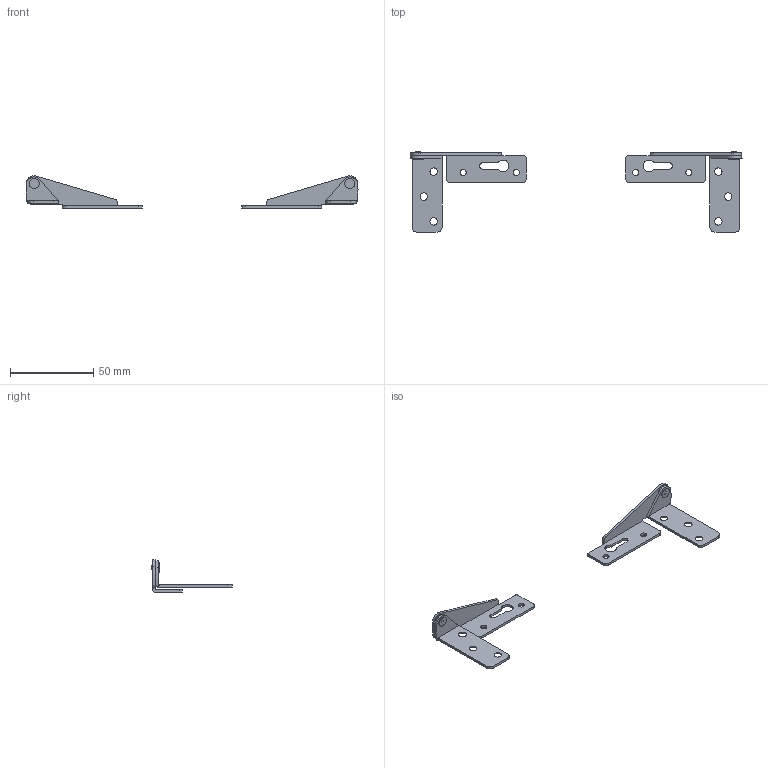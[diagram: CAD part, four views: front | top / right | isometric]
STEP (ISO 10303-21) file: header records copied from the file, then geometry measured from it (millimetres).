
FILE_DESCRIPTION (( 'STEP AP203' ), '1' );
FILE_NAME ('B-1057-5.STEP', '2008-12-17T04:24:54', ( ' ' ), ( ' ' ), 'SwSTEP 2.0', 'SolidWorks 2007', '' );
FILE_SCHEMA (( 'CONFIG_CONTROL_DESIGN' ));
Length unit declared in the file: millimetre
Products named in the file (7): B-1057-5僔儍僼僩__棉太倌; B-1057-5僸儞僕D__棉太倌; B-1057-5; B-1057-5僸儞僕A__棉太倌; B-1057-5僸儞僕B__棉太倌; B-1057-5僸儞僕C__棉太倌; B-1057-5儚僢僔儍乕__棉太倌
Assembly tree (8 placements, depth 2):
  B-1057-5
    B-1057-5僸儞僕B__棉太倌
    B-1057-5僸儞僕D__棉太倌
    B-1057-5僔儍僼僩__棉太倌  x2
    B-1057-5儚僢僔儍乕__棉太倌  x2
    B-1057-5僸儞僕A__棉太倌
    B-1057-5僸儞僕C__棉太倌
Bounding box: 199.97 x 48.5 x 19.5 mm (x, y, z)
Volume: 6814.3 mm3; surface area: 10792.7 mm2
Topology: 8 solids, 8 shells, 152 faces, 380 edges, 248 vertices
Faces by surface type: cylinder 86, plane 54, cone 12
Entity records: 5087 total; most frequent: DIRECTION 800, CARTESIAN_POINT 763, ORIENTED_EDGE 700, EDGE_CURVE 350, AXIS2_PLACEMENT_3D 309, VERTEX_POINT 228, VECTOR 182, LINE 182
